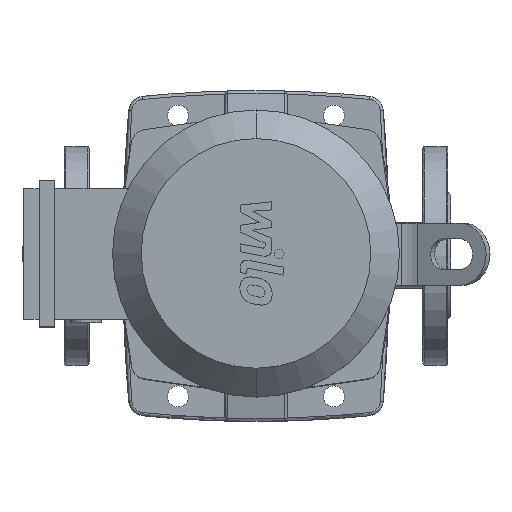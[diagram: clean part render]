
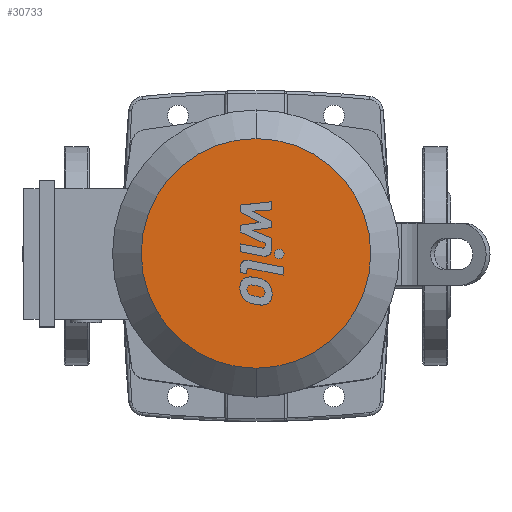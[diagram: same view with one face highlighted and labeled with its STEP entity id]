
A CAD part, top view. The second image highlights one B-rep face of the part: STEP entity #30733.
In plain terms, the highlighted planar face has unit normal (0, 0, 1).
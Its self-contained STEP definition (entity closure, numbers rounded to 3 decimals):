
#23531=CARTESIAN_POINT('',(0.,73.6,973.0));
#23532=VERTEX_POINT('',#23531);
#23540=CARTESIAN_POINT('',(0.,-73.6,973.0));
#23541=VERTEX_POINT('',#23540);
#23548=CARTESIAN_POINT('',(0.,0.,973.0));
#23549=DIRECTION('',(0.0,0.0,-1.0));
#23550=DIRECTION('',(0.0,1.0,0.0));
#23551=AXIS2_PLACEMENT_3D('',#23548,#23549,#23550);
#23552=CIRCLE('',#23551,73.6);
#23553=EDGE_CURVE('',#23541,#23532,#23552,.T.);
#30718=CARTESIAN_POINT('',(0.,36.8,973.0));
#30719=DIRECTION('',(0.0,0.0,1.0));
#30720=DIRECTION('',(1.0,0.0,0.0));
#30721=AXIS2_PLACEMENT_3D('',#30718,#30719,#30720);
#30722=PLANE('',#30721);
#30723=CARTESIAN_POINT('',(0.,0.,973.0));
#30724=DIRECTION('',(0.0,0.0,-1.0));
#30725=DIRECTION('',(0.0,1.0,0.0));
#30726=AXIS2_PLACEMENT_3D('',#30723,#30724,#30725);
#30727=CIRCLE('',#30726,73.6);
#30728=EDGE_CURVE('',#23532,#23541,#30727,.T.);
#30729=ORIENTED_EDGE('',*,*,#30728,.F.);
#30730=ORIENTED_EDGE('',*,*,#23553,.F.);
#30731=EDGE_LOOP('',(#30729,#30730));
#30732=FACE_OUTER_BOUND('',#30731,.T.);
#30733=ADVANCED_FACE('',(#30732),#30722,.T.);
